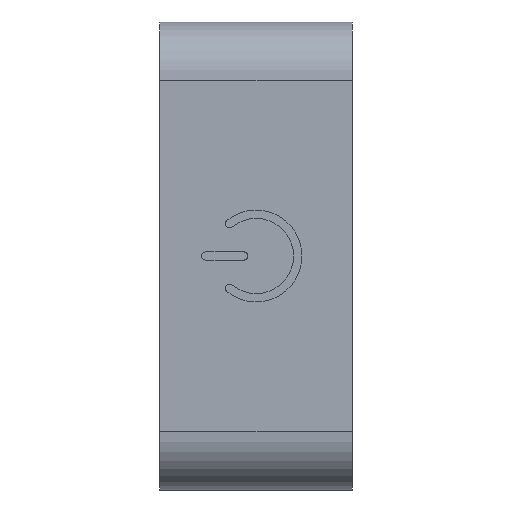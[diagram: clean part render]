
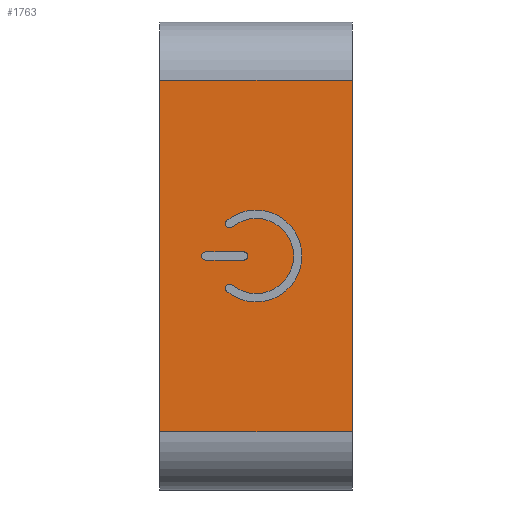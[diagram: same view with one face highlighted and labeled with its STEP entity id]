
A CAD part, left-side view. The second image highlights one B-rep face of the part: STEP entity #1763.
In plain terms, the highlighted planar face has unit normal (-1, 0, 0).
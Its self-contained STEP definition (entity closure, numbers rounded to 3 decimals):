
#20=FACE_BOUND('',#235,.T.);
#21=FACE_BOUND('',#236,.T.);
#59=PLANE('',#1932);
#137=FACE_OUTER_BOUND('',#234,.T.);
#234=EDGE_LOOP('',(#1450,#1451,#1452,#1453));
#235=EDGE_LOOP('',(#1454,#1455,#1456,#1457));
#236=EDGE_LOOP('',(#1458,#1459,#1460,#1461));
#275=LINE('',#2532,#456);
#279=LINE('',#2543,#460);
#369=LINE('',#2809,#550);
#409=LINE('',#2901,#590);
#410=LINE('',#2904,#591);
#411=LINE('',#2905,#592);
#456=VECTOR('',#2005,10.);
#460=VECTOR('',#2017,10.);
#550=VECTOR('',#2263,10.);
#590=VECTOR('',#2353,10.);
#591=VECTOR('',#2356,10.);
#592=VECTOR('',#2357,10.);
#635=CIRCLE('',#1822,0.5);
#637=CIRCLE('',#1826,0.5);
#639=CIRCLE('',#1831,4.5);
#641=CIRCLE('',#1834,0.5);
#643=CIRCLE('',#1837,5.5);
#645=CIRCLE('',#1840,0.5);
#711=VERTEX_POINT('',#2522);
#712=VERTEX_POINT('',#2523);
#715=VERTEX_POINT('',#2531);
#717=VERTEX_POINT('',#2537);
#719=VERTEX_POINT('',#2547);
#720=VERTEX_POINT('',#2548);
#723=VERTEX_POINT('',#2556);
#725=VERTEX_POINT('',#2562);
#815=VERTEX_POINT('',#2806);
#816=VERTEX_POINT('',#2808);
#843=VERTEX_POINT('',#2899);
#844=VERTEX_POINT('',#2903);
#883=EDGE_CURVE('',#711,#712,#635,.T.);
#887=EDGE_CURVE('',#715,#711,#275,.T.);
#890=EDGE_CURVE('',#717,#715,#637,.T.);
#893=EDGE_CURVE('',#712,#717,#279,.T.);
#895=EDGE_CURVE('',#719,#720,#639,.T.);
#899=EDGE_CURVE('',#723,#719,#641,.T.);
#902=EDGE_CURVE('',#725,#723,#643,.T.);
#905=EDGE_CURVE('',#720,#725,#645,.T.);
#1023=EDGE_CURVE('',#815,#816,#369,.T.);
#1073=EDGE_CURVE('',#815,#843,#409,.T.);
#1074=EDGE_CURVE('',#844,#843,#410,.T.);
#1075=EDGE_CURVE('',#816,#844,#411,.T.);
#1450=ORIENTED_EDGE('',*,*,#1073,.T.);
#1451=ORIENTED_EDGE('',*,*,#1074,.F.);
#1452=ORIENTED_EDGE('',*,*,#1075,.F.);
#1453=ORIENTED_EDGE('',*,*,#1023,.F.);
#1454=ORIENTED_EDGE('',*,*,#883,.T.);
#1455=ORIENTED_EDGE('',*,*,#893,.T.);
#1456=ORIENTED_EDGE('',*,*,#890,.T.);
#1457=ORIENTED_EDGE('',*,*,#887,.T.);
#1458=ORIENTED_EDGE('',*,*,#895,.T.);
#1459=ORIENTED_EDGE('',*,*,#905,.T.);
#1460=ORIENTED_EDGE('',*,*,#902,.T.);
#1461=ORIENTED_EDGE('',*,*,#899,.T.);
#1763=ADVANCED_FACE('',(#137,#20,#21),#59,.T.);
#1822=AXIS2_PLACEMENT_3D('',#2524,#1997,#1998);
#1826=AXIS2_PLACEMENT_3D('',#2538,#2010,#2011);
#1831=AXIS2_PLACEMENT_3D('',#2549,#2023,#2024);
#1834=AXIS2_PLACEMENT_3D('',#2557,#2031,#2032);
#1837=AXIS2_PLACEMENT_3D('',#2563,#2038,#2039);
#1840=AXIS2_PLACEMENT_3D('',#2568,#2045,#2046);
#1932=AXIS2_PLACEMENT_3D('',#2902,#2354,#2355);
#1997=DIRECTION('center_axis',(1.,0.,0.));
#1998=DIRECTION('ref_axis',(0.,0.,1.));
#2005=DIRECTION('',(0.,1.,0.));
#2010=DIRECTION('center_axis',(1.,0.,0.));
#2011=DIRECTION('ref_axis',(0.,0.,1.));
#2017=DIRECTION('',(0.,-1.,0.));
#2023=DIRECTION('center_axis',(-1.,0.,0.));
#2024=DIRECTION('ref_axis',(0.,-0.636,0.771));
#2031=DIRECTION('center_axis',(1.,0.,0.));
#2032=DIRECTION('ref_axis',(0.,0.,1.));
#2038=DIRECTION('center_axis',(1.,0.,0.));
#2039=DIRECTION('ref_axis',(0.,0.636,-0.771));
#2045=DIRECTION('center_axis',(1.,0.,0.));
#2046=DIRECTION('ref_axis',(0.,0.,1.));
#2263=DIRECTION('',(0.,0.,-1.));
#2353=DIRECTION('',(0.,1.,0.));
#2354=DIRECTION('center_axis',(-1.,0.,0.));
#2355=DIRECTION('ref_axis',(0.,0.,1.));
#2356=DIRECTION('',(0.,0.,1.));
#2357=DIRECTION('',(0.,1.,0.));
#2522=CARTESIAN_POINT('',(-39.929,12.5,-0.113));
#2523=CARTESIAN_POINT('',(-39.929,12.5,0.887));
#2524=CARTESIAN_POINT('Origin',(-39.929,12.5,0.387));
#2531=CARTESIAN_POINT('',(-39.929,8.,-0.113));
#2532=CARTESIAN_POINT('',(-39.929,4.,-0.113));
#2537=CARTESIAN_POINT('',(-39.929,8.,0.887));
#2538=CARTESIAN_POINT('Origin',(-39.929,8.,0.387));
#2543=CARTESIAN_POINT('',(-39.929,6.25,0.887));
#2547=CARTESIAN_POINT('',(-39.929,9.364,-3.085));
#2548=CARTESIAN_POINT('',(-39.929,9.364,3.858));
#2549=CARTESIAN_POINT('Origin',(-39.929,6.5,0.387));
#2556=CARTESIAN_POINT('',(-39.929,10.,-3.856));
#2557=CARTESIAN_POINT('Origin',(-39.929,9.682,-3.47));
#2562=CARTESIAN_POINT('',(-39.929,10.,4.629));
#2563=CARTESIAN_POINT('Origin',(-39.929,6.5,0.387));
#2568=CARTESIAN_POINT('Origin',(-39.929,9.682,4.244));
#2806=CARTESIAN_POINT('',(-39.929,-5.,21.387));
#2808=CARTESIAN_POINT('',(-39.929,-5.,-20.613));
#2809=CARTESIAN_POINT('',(-39.929,-5.,-20.613));
#2899=CARTESIAN_POINT('',(-39.929,18.,21.387));
#2901=CARTESIAN_POINT('',(-39.929,0.,21.387));
#2902=CARTESIAN_POINT('Origin',(-39.929,0.,-20.613));
#2903=CARTESIAN_POINT('',(-39.929,18.,-20.613));
#2904=CARTESIAN_POINT('',(-39.929,18.,-20.613));
#2905=CARTESIAN_POINT('',(-39.929,0.,-20.613));
